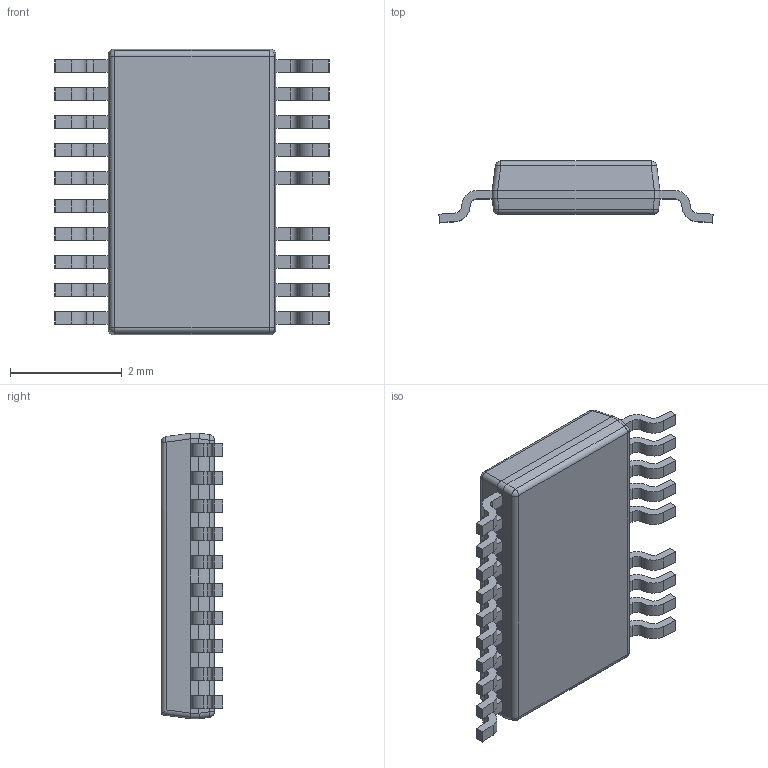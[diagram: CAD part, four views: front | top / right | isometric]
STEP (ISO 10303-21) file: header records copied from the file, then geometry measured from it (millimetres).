
FILE_DESCRIPTION (( 'STEP AP214' ), '1' );
FILE_NAME ('DGX19.STEP', '2025-04-29T20:38:22', ( '' ), ( '' ), 'SwSTEP 2.0', 'SolidWorks 2021', '' );
FILE_SCHEMA (( 'AUTOMOTIVE_DESIGN' ));
Length unit declared in the file: millimetre
Products named in the file (1): DGX19
Bounding box: 4.9 x 1.1 x 5.1 mm (x, y, z)
Volume: 14.8 mm3; surface area: 61.1 mm2
Topology: 21 solids, 21 shells, 312 faces, 795 edges, 520 vertices
Faces by surface type: plane 207, cylinder 99, sphere 6
Entity records: 9541 total; most frequent: CARTESIAN_POINT 1706, ORIENTED_EDGE 1578, DIRECTION 1565, EDGE_CURVE 789, VECTOR 583, LINE 583, VERTEX_POINT 520, AXIS2_PLACEMENT_3D 491
